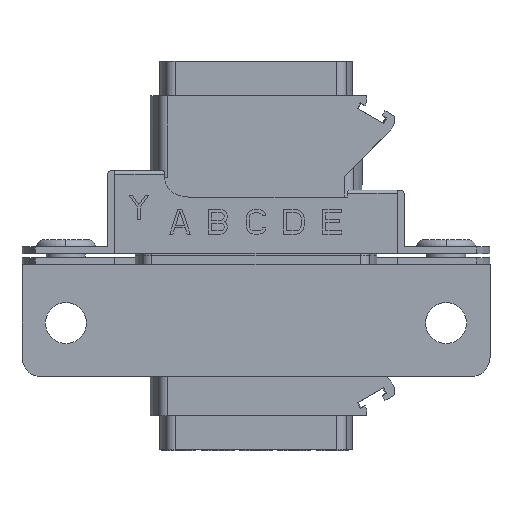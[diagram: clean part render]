
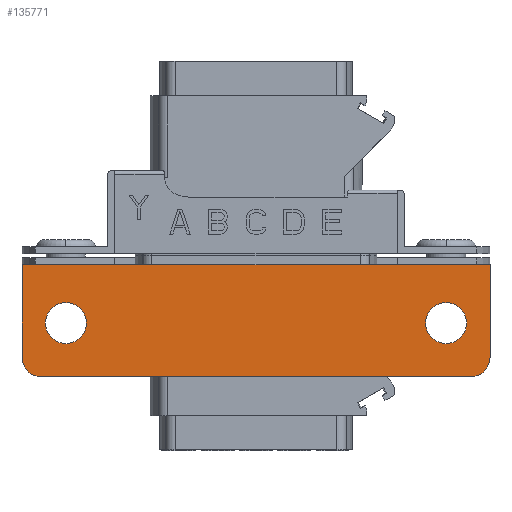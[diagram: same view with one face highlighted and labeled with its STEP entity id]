
A CAD part, front view. The second image highlights one B-rep face of the part: STEP entity #135771.
In plain terms, the highlighted planar face has unit normal (0, -1, 0).
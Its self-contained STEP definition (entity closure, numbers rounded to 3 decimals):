
#135107=DIRECTION('',(0.,0.,-1.));
#135108=VECTOR('',#135107,9.5);
#135109=CARTESIAN_POINT('',(-24.,-6.744,-0.926));
#135110=LINE('',#135109,#135108);
#135185=DIRECTION('',(0.,0.,-1.));
#135186=VECTOR('',#135185,9.5);
#135187=CARTESIAN_POINT('',(24.,-6.744,-0.926));
#135188=LINE('',#135187,#135186);
#135274=CARTESIAN_POINT('',(22.,-6.744,-10.426));
#135275=DIRECTION('',(0.,-1.,0.));
#135276=DIRECTION('',(0.,0.,-1.));
#135277=AXIS2_PLACEMENT_3D('',#135274,#135275,#135276);
#135279=DIRECTION('',(1.,0.,0.));
#135280=VECTOR('',#135279,44.);
#135281=CARTESIAN_POINT('',(-22.,-6.744,-12.426));
#135282=LINE('',#135281,#135280);
#135287=CARTESIAN_POINT('',(-22.,-6.744,-10.426));
#135288=DIRECTION('',(0.,-1.,0.));
#135289=DIRECTION('',(-1.,0.,0.));
#135290=AXIS2_PLACEMENT_3D('',#135287,#135288,#135289);
#135301=DIRECTION('',(1.,0.,0.));
#135302=VECTOR('',#135301,48.);
#135303=CARTESIAN_POINT('',(-24.,-6.744,-0.926));
#135304=LINE('',#135303,#135302);
#135305=CARTESIAN_POINT('',(19.5,-6.744,-6.926));
#135306=DIRECTION('',(0.,1.,0.));
#135307=DIRECTION('',(0.,0.,1.));
#135308=AXIS2_PLACEMENT_3D('',#135305,#135306,#135307);
#135310=CARTESIAN_POINT('',(19.5,-6.744,-6.926));
#135311=DIRECTION('',(0.,1.,0.));
#135312=DIRECTION('',(0.,0.,-1.));
#135313=AXIS2_PLACEMENT_3D('',#135310,#135311,#135312);
#135315=CARTESIAN_POINT('',(-19.5,-6.744,-6.926));
#135316=DIRECTION('',(0.,1.,0.));
#135317=DIRECTION('',(0.,0.,1.));
#135318=AXIS2_PLACEMENT_3D('',#135315,#135316,#135317);
#135320=CARTESIAN_POINT('',(-19.5,-6.744,-6.926));
#135321=DIRECTION('',(0.,1.,0.));
#135322=DIRECTION('',(0.,0.,-1.));
#135323=AXIS2_PLACEMENT_3D('',#135320,#135321,#135322);
#135401=CARTESIAN_POINT('',(-24.,-6.744,-0.926));
#135402=CARTESIAN_POINT('',(24.,-6.744,-0.926));
#135403=VERTEX_POINT('',#135401);
#135404=VERTEX_POINT('',#135402);
#135449=CARTESIAN_POINT('',(24.,-6.744,-10.426));
#135451=VERTEX_POINT('',#135449);
#135455=CARTESIAN_POINT('',(22.,-6.744,-12.426));
#135456=VERTEX_POINT('',#135455);
#135458=CARTESIAN_POINT('',(-24.,-6.744,-10.426));
#135460=VERTEX_POINT('',#135458);
#135461=CARTESIAN_POINT('',(-22.,-6.744,-12.426));
#135462=VERTEX_POINT('',#135461);
#135473=CARTESIAN_POINT('',(19.5,-6.744,-4.826));
#135474=CARTESIAN_POINT('',(19.5,-6.744,-9.026));
#135475=VERTEX_POINT('',#135473);
#135476=VERTEX_POINT('',#135474);
#135489=CARTESIAN_POINT('',(-19.5,-6.744,-4.826));
#135490=CARTESIAN_POINT('',(-19.5,-6.744,-9.026));
#135491=VERTEX_POINT('',#135489);
#135492=VERTEX_POINT('',#135490);
#135746=CARTESIAN_POINT('',(-24.,-6.744,-0.926));
#135747=DIRECTION('',(0.,-1.,0.));
#135748=DIRECTION('',(0.,0.,-1.));
#135749=AXIS2_PLACEMENT_3D('',#135746,#135747,#135748);
#135750=PLANE('',#135749);
#135751=ORIENTED_EDGE('',*,*,#135714,.F.);
#135752=ORIENTED_EDGE('',*,*,#135728,.F.);
#135753=ORIENTED_EDGE('',*,*,#135739,.F.);
#135754=ORIENTED_EDGE('',*,*,#135521,.F.);
#135755=ORIENTED_EDGE('',*,*,#135541,.T.);
#135756=ORIENTED_EDGE('',*,*,#135601,.T.);
#135757=EDGE_LOOP('',(#135751,#135752,#135753,#135754,#135755,#135756));
#135758=FACE_OUTER_BOUND('',#135757,.F.);
#135760=ORIENTED_EDGE('',*,*,#135759,.F.);
#135762=ORIENTED_EDGE('',*,*,#135761,.F.);
#135763=EDGE_LOOP('',(#135760,#135762));
#135764=FACE_BOUND('',#135763,.F.);
#135766=ORIENTED_EDGE('',*,*,#135765,.F.);
#135768=ORIENTED_EDGE('',*,*,#135767,.F.);
#135769=EDGE_LOOP('',(#135766,#135768));
#135770=FACE_BOUND('',#135769,.F.);
#135771=ADVANCED_FACE('',(#135758,#135764,#135770),#135750,.T.);
#135278=CIRCLE('',#135277,2.);
#135291=CIRCLE('',#135290,2.);
#135309=CIRCLE('',#135308,2.1);
#135314=CIRCLE('',#135313,2.1);
#135319=CIRCLE('',#135318,2.1);
#135324=CIRCLE('',#135323,2.1);
#135521=EDGE_CURVE('',#135403,#135460,#135110,.T.);
#135541=EDGE_CURVE('',#135403,#135404,#135304,.T.);
#135601=EDGE_CURVE('',#135404,#135451,#135188,.T.);
#135714=EDGE_CURVE('',#135456,#135451,#135278,.T.);
#135728=EDGE_CURVE('',#135462,#135456,#135282,.T.);
#135739=EDGE_CURVE('',#135460,#135462,#135291,.T.);
#135759=EDGE_CURVE('',#135475,#135476,#135309,.T.);
#135761=EDGE_CURVE('',#135476,#135475,#135314,.T.);
#135765=EDGE_CURVE('',#135491,#135492,#135319,.T.);
#135767=EDGE_CURVE('',#135492,#135491,#135324,.T.);
